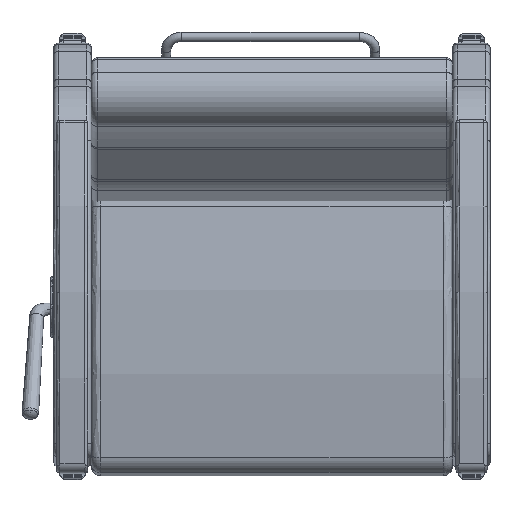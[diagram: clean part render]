
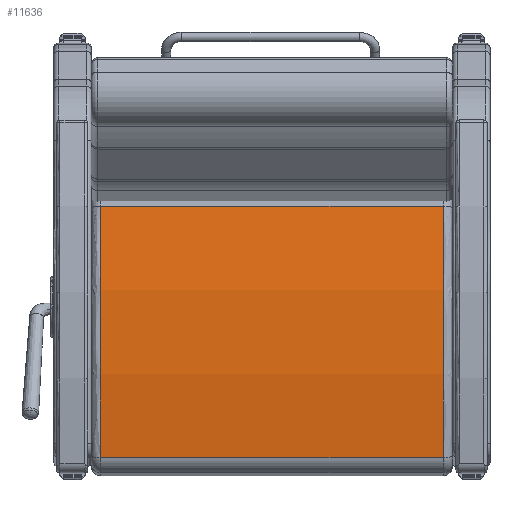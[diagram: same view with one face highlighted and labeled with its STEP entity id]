
A CAD part, front view. The second image highlights one B-rep face of the part: STEP entity #11636.
In plain terms, the highlighted free-form (B-spline) face has degree [1, 2] with [2, 3] control points.
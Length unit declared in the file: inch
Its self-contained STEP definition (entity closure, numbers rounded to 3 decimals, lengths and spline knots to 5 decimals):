
#288=(
BOUNDED_SURFACE()
B_SPLINE_SURFACE(1,2,((#18627,#18628,#18629),(#18630,#18631,#18632)),
 .UNSPECIFIED.,.F.,.F.,.F.)
B_SPLINE_SURFACE_WITH_KNOTS((2,2),(3,3),(-0.22896,0.22896),
(1.36178,1.69928),.UNSPECIFIED.)
GEOMETRIC_REPRESENTATION_ITEM()
RATIONAL_B_SPLINE_SURFACE(((1.,0.986,1.),(1.,0.986,
1.)))
REPRESENTATION_ITEM('')
SURFACE()
);
#536=ELLIPSE('',#12718,60.05357,60.);
#546=ELLIPSE('',#12746,60.05357,60.);
#1186=FACE_OUTER_BOUND('',#1961,.T.);
#1961=EDGE_LOOP('',(#8019,#8020,#8021,#8022));
#2839=LINE('',#18625,#3592);
#2840=LINE('',#18634,#3593);
#3592=VECTOR('',#14484,0.3937);
#3593=VECTOR('',#14487,0.3937);
#5104=VERTEX_POINT('',#18417);
#5105=VERTEX_POINT('',#18418);
#5130=VERTEX_POINT('',#18624);
#5131=VERTEX_POINT('',#18633);
#6208=EDGE_CURVE('',#5104,#5105,#536,.T.);
#6246=EDGE_CURVE('',#5105,#5130,#2839,.T.);
#6248=EDGE_CURVE('',#5104,#5131,#2840,.T.);
#6249=EDGE_CURVE('',#5130,#5131,#546,.T.);
#8019=ORIENTED_EDGE('',*,*,#6208,.F.);
#8020=ORIENTED_EDGE('',*,*,#6248,.T.);
#8021=ORIENTED_EDGE('',*,*,#6249,.F.);
#8022=ORIENTED_EDGE('',*,*,#6246,.F.);
#11636=ADVANCED_FACE('',(#1186),#288,.F.);
#12718=AXIS2_PLACEMENT_3D('',#18419,#14416,#14417);
#12746=AXIS2_PLACEMENT_3D('',#18635,#14488,#14489);
#14416=DIRECTION('center_axis',(0.,0.,-1.));
#14417=DIRECTION('ref_axis',(1.,0.,0.));
#14484=DIRECTION('',(0.,0.,1.));
#14487=DIRECTION('',(0.,0.,1.));
#14488=DIRECTION('center_axis',(0.,0.,1.));
#14489=DIRECTION('ref_axis',(1.,0.,0.));
#18417=CARTESIAN_POINT('',(-10.04459,1.25621,-13.75));
#18418=CARTESIAN_POINT('',(10.1114,0.44486,-13.75));
#18419=CARTESIAN_POINT('Origin',(-2.34979,-58.24922,-13.75));
#18624=CARTESIAN_POINT('',(10.1114,0.44486,13.75));
#18625=CARTESIAN_POINT('',(10.1114,0.44486,0.));
#18627=CARTESIAN_POINT('Ctrl Pts',(10.1114,0.44486,-13.75));
#18628=CARTESIAN_POINT('Ctrl Pts',(0.10258,2.56602,-13.75));
#18629=CARTESIAN_POINT('Ctrl Pts',(-10.04459,1.25621,-13.75));
#18630=CARTESIAN_POINT('Ctrl Pts',(10.1114,0.44486,13.75));
#18631=CARTESIAN_POINT('Ctrl Pts',(0.10258,2.56602,13.75));
#18632=CARTESIAN_POINT('Ctrl Pts',(-10.04459,1.25621,13.75));
#18633=CARTESIAN_POINT('',(-10.04459,1.25621,13.75));
#18634=CARTESIAN_POINT('',(-10.04459,1.25621,0.));
#18635=CARTESIAN_POINT('Origin',(-2.34979,-58.24922,13.75));
